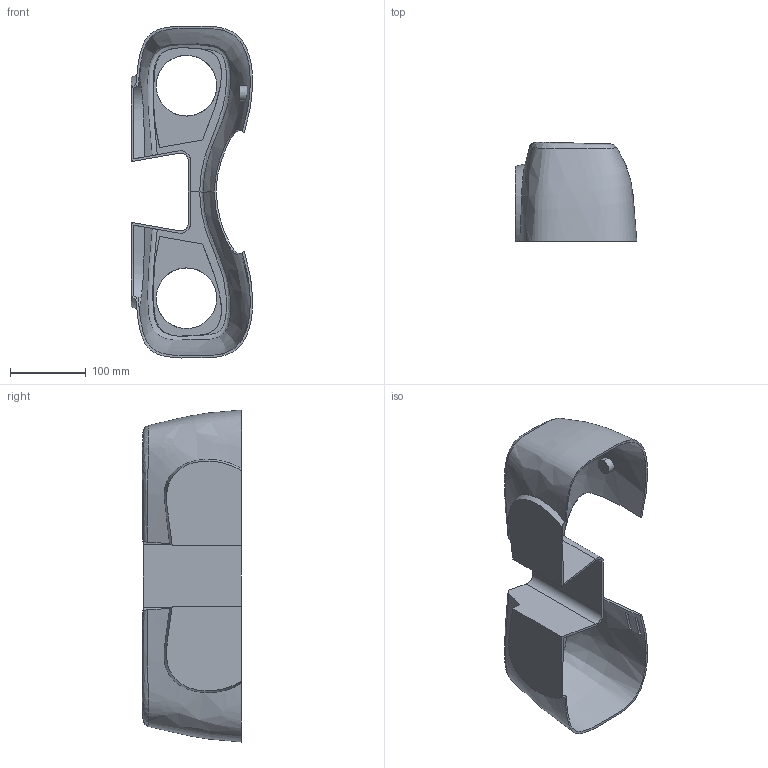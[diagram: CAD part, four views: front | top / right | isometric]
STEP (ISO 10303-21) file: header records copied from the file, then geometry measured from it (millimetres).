
FILE_DESCRIPTION(('produced by SPATIAL CORP'),'2;1');
FILE_NAME( 'front1.prt.hh.sat.stp','2002-04-19T14:10:16+00:00',('SPATIAL CORP'),('SPATIAL CORP'), 'ACIS STEP Husk','http://www.spatial.com','SPATIAL CORP');
FILE_SCHEMA(('CONFIG_CONTROL_DESIGN'));
Length unit declared in the file: millimetre
Products named in the file (1): PRODUCT_ID_1
Bounding box: 160.1 x 130.57 x 437.28 mm (x, y, z)
Volume: 528508.5 mm3; surface area: 346331.7 mm2
Topology: 1 solids, 1 shells, 68 faces, 174 edges, 108 vertices
Faces by surface type: bspline 34, plane 24, cylinder 10
Entity records: 19326 total; most frequent: CARTESIAN_POINT 18047, ORIENTED_EDGE 342, EDGE_CURVE 171, DIRECTION 138, VERTEX_POINT 108, EDGE_LOOP 79, FACE_BOUND 79, ADVANCED_FACE 68
